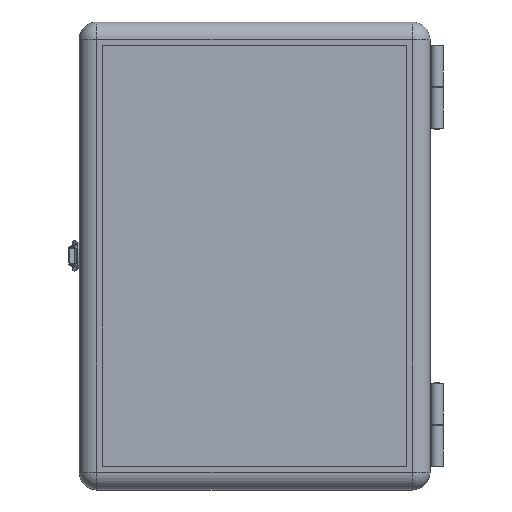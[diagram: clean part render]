
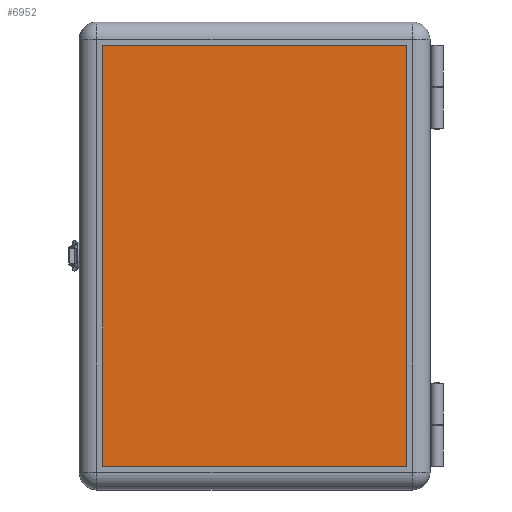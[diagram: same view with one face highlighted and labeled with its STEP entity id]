
A CAD part, top view. The second image highlights one B-rep face of the part: STEP entity #6952.
In plain terms, the highlighted face is planar.
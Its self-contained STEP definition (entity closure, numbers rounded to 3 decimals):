
#834 = VERTEX_POINT ( 'NONE', #12881 ) ;
#882 = VERTEX_POINT ( 'NONE', #12929 ) ;
#887 = VERTEX_POINT ( 'NONE', #12934 ) ;
#888 = VERTEX_POINT ( 'NONE', #12935 ) ;
#2888 = EDGE_CURVE ( 'NONE', #882, #888, #22908, .T. ) ;
#2891 = EDGE_CURVE ( 'NONE', #888, #887, #22923, .T. ) ;
#2895 = EDGE_CURVE ( 'NONE', #834, #882, #22924, .T. ) ;
#4263 = EDGE_CURVE ( 'NONE', #887, #834, #23017, .T. ) ;
#6483 = EDGE_LOOP ( 'NONE', ( #9388, #9390, #9391, #9394 ) ) ;
#6952 = ADVANCED_FACE ( 'NONE', ( #29672 ), #29673, .F. ) ;
#9388 = ORIENTED_EDGE ( 'NONE', *, *, #2888, .F. ) ;
#9390 = ORIENTED_EDGE ( 'NONE', *, *, #2895, .F. ) ;
#9391 = ORIENTED_EDGE ( 'NONE', *, *, #4263, .F. ) ;
#9394 = ORIENTED_EDGE ( 'NONE', *, *, #2891, .F. ) ;
#12881 = CARTESIAN_POINT ( 'NONE',  ( -130., -180., 0. ) ) ;
#12929 = CARTESIAN_POINT ( 'NONE',  ( 130., -180., 0. ) ) ;
#12934 = CARTESIAN_POINT ( 'NONE',  ( -130., 180., 0. ) ) ;
#12935 = CARTESIAN_POINT ( 'NONE',  ( 130., 180., 0. ) ) ;
#22414 = VECTOR ( 'NONE', #22917, 1000. ) ;
#22417 = VECTOR ( 'NONE', #22926, 1000. ) ;
#22420 = VECTOR ( 'NONE', #22937, 1000. ) ;
#22427 = VECTOR ( 'NONE', #23021, 1000. ) ;
#22908 = LINE ( 'NONE', #22915, #22414 ) ;
#22915 = CARTESIAN_POINT ( 'NONE',  ( 130., -185., 0. ) ) ;
#22917 = DIRECTION ( 'NONE',  ( 0., 1., 0. ) ) ;
#22923 = LINE ( 'NONE', #22925, #22417 ) ;
#22924 = LINE ( 'NONE', #22936, #22420 ) ;
#22925 = CARTESIAN_POINT ( 'NONE',  ( -135., 180., 0. ) ) ;
#22926 = DIRECTION ( 'NONE',  ( -1., 0., 0. ) ) ;
#22936 = CARTESIAN_POINT ( 'NONE',  ( -135., -180., 0. ) ) ;
#22937 = DIRECTION ( 'NONE',  ( 1., 0., 0. ) ) ;
#23017 = LINE ( 'NONE', #23020, #22427 ) ;
#23020 = CARTESIAN_POINT ( 'NONE',  ( -130., -185., 0. ) ) ;
#23021 = DIRECTION ( 'NONE',  ( 0., -1., 0. ) ) ;
#28150 = AXIS2_PLACEMENT_3D ( 'NONE', #29664, #29675, #29676 ) ;
#29664 = CARTESIAN_POINT ( 'NONE',  ( -135., -185., 0. ) ) ;
#29672 = FACE_OUTER_BOUND ( 'NONE', #6483, .T. ) ;
#29673 = PLANE ( 'NONE',  #28150 ) ;
#29675 = DIRECTION ( 'NONE',  ( 0., 0., 1. ) ) ;
#29676 = DIRECTION ( 'NONE',  ( 1., 0., 0. ) ) ;
